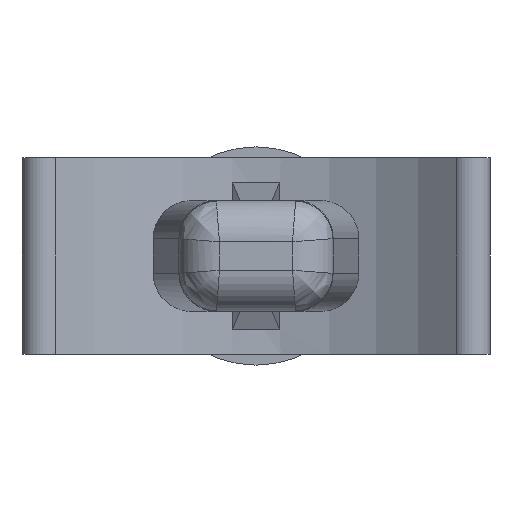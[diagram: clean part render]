
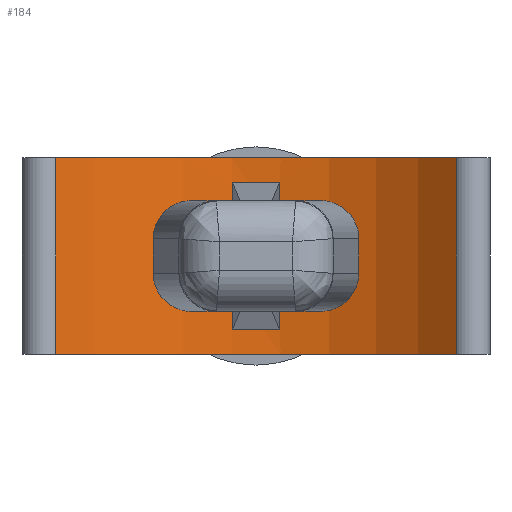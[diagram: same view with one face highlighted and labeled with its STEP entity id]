
A CAD part, front view. The second image highlights one B-rep face of the part: STEP entity #184.
In plain terms, the highlighted cylindrical face has radius 8.972 mm (diameter 17.943 mm), a partial arc.
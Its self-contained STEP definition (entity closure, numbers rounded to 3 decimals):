
#184 = ADVANCED_FACE( '', ( #478, #479 ), #480, .F. );
#478 = FACE_OUTER_BOUND( '', #1009, .T. );
#479 = FACE_BOUND( '', #1010, .T. );
#480 = CYLINDRICAL_SURFACE( '', #1011, 8.972 );
#1009 = EDGE_LOOP( '', ( #2378, #2379, #2380, #2381 ) );
#1010 = EDGE_LOOP( '', ( #2382, #2383, #2384, #2385 ) );
#1011 = AXIS2_PLACEMENT_3D( '', #2386, #2387, #2388 );
#2378 = ORIENTED_EDGE( '', *, *, #3439, .T. );
#2379 = ORIENTED_EDGE( '', *, *, #3440, .F. );
#2380 = ORIENTED_EDGE( '', *, *, #3441, .F. );
#2381 = ORIENTED_EDGE( '', *, *, #3442, .T. );
#2382 = ORIENTED_EDGE( '', *, *, #3443, .T. );
#2383 = ORIENTED_EDGE( '', *, *, #3444, .T. );
#2384 = ORIENTED_EDGE( '', *, *, #3445, .T. );
#2385 = ORIENTED_EDGE( '', *, *, #3446, .T. );
#2386 = CARTESIAN_POINT( '', ( 0., -16.922, 3.1 ) );
#2387 = DIRECTION( '', ( 0., 0., 1. ) );
#2388 = DIRECTION( '', ( -1., 0., 0. ) );
#3439 = EDGE_CURVE( '', #3957, #3958, #3959, .T. );
#3440 = EDGE_CURVE( '', #3960, #3958, #3961, .T. );
#3441 = EDGE_CURVE( '', #3962, #3960, #3963, .T. );
#3442 = EDGE_CURVE( '', #3962, #3957, #3964, .T. );
#3443 = EDGE_CURVE( '', #3965, #3966, #3967, .T. );
#3444 = EDGE_CURVE( '', #3966, #3968, #3969, .T. );
#3445 = EDGE_CURVE( '', #3968, #3970, #3971, .T. );
#3446 = EDGE_CURVE( '', #3970, #3965, #3972, .F. );
#3957 = VERTEX_POINT( '', #4652 );
#3958 = VERTEX_POINT( '', #4653 );
#3959 = CIRCLE( '', #4654, 8.972 );
#3960 = VERTEX_POINT( '', #4655 );
#3961 = LINE( '', #4656, #4657 );
#3962 = VERTEX_POINT( '', #4658 );
#3963 = CIRCLE( '', #4659, 8.972 );
#3964 = LINE( '', #4660, #4661 );
#3965 = VERTEX_POINT( '', #4662 );
#3966 = VERTEX_POINT( '', #4663 );
#3967 = CIRCLE( '', #4664, 8.972 );
#3968 = VERTEX_POINT( '', #4665 );
#3969 = LINE( '', #4666, #4667 );
#3970 = VERTEX_POINT( '', #4668 );
#3971 = CIRCLE( '', #4669, 8.972 );
#3972 = LINE( '', #4670, #4671 );
#4652 = CARTESIAN_POINT( '', ( -6.334, -10.568, -3.1 ) );
#4653 = CARTESIAN_POINT( '', ( 6.334, -10.568, -3.1 ) );
#4654 = AXIS2_PLACEMENT_3D( '', #5416, #5417, #5418 );
#4655 = CARTESIAN_POINT( '', ( 6.334, -10.568, 3.1 ) );
#4656 = CARTESIAN_POINT( '', ( 6.334, -10.568, 3.1 ) );
#4657 = VECTOR( '', #5419, 1000. );
#4658 = CARTESIAN_POINT( '', ( -6.334, -10.568, 3.1 ) );
#4659 = AXIS2_PLACEMENT_3D( '', #5420, #5421, #5422 );
#4660 = CARTESIAN_POINT( '', ( -6.334, -10.568, 3.1 ) );
#4661 = VECTOR( '', #5423, 1000. );
#4662 = CARTESIAN_POINT( '', ( -0.75, -7.981, 2.325 ) );
#4663 = CARTESIAN_POINT( '', ( 0.75, -7.981, 2.325 ) );
#4664 = AXIS2_PLACEMENT_3D( '', #5424, #5425, #5426 );
#4665 = CARTESIAN_POINT( '', ( 0.75, -7.981, -2.325 ) );
#4666 = CARTESIAN_POINT( '', ( 0.75, -7.981, 3.1 ) );
#4667 = VECTOR( '', #5427, 1000. );
#4668 = CARTESIAN_POINT( '', ( -0.75, -7.981, -2.325 ) );
#4669 = AXIS2_PLACEMENT_3D( '', #5428, #5429, #5430 );
#4670 = CARTESIAN_POINT( '', ( -0.75, -7.981, 3.1 ) );
#4671 = VECTOR( '', #5431, 1000. );
#5416 = CARTESIAN_POINT( '', ( 0., -16.922, -3.1 ) );
#5417 = DIRECTION( '', ( 0., 0., -1. ) );
#5418 = DIRECTION( '', ( 1., 0., 0. ) );
#5419 = DIRECTION( '', ( 0., 0., -1. ) );
#5420 = CARTESIAN_POINT( '', ( 0., -16.922, 3.1 ) );
#5421 = DIRECTION( '', ( 0., 0., -1. ) );
#5422 = DIRECTION( '', ( 1., 0., 0. ) );
#5423 = DIRECTION( '', ( 0., 0., -1. ) );
#5424 = CARTESIAN_POINT( '', ( 0., -16.922, 2.325 ) );
#5425 = DIRECTION( '', ( 0., 0., -1. ) );
#5426 = DIRECTION( '', ( -1., 0., 0. ) );
#5427 = DIRECTION( '', ( 0., 0., -1. ) );
#5428 = CARTESIAN_POINT( '', ( 0., -16.922, -2.325 ) );
#5429 = DIRECTION( '', ( 0., 0., 1. ) );
#5430 = DIRECTION( '', ( 1., 0., 0. ) );
#5431 = DIRECTION( '', ( 0., 0., -1. ) );
